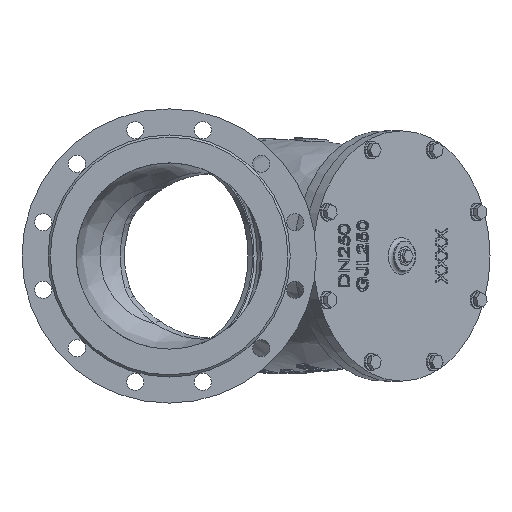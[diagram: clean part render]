
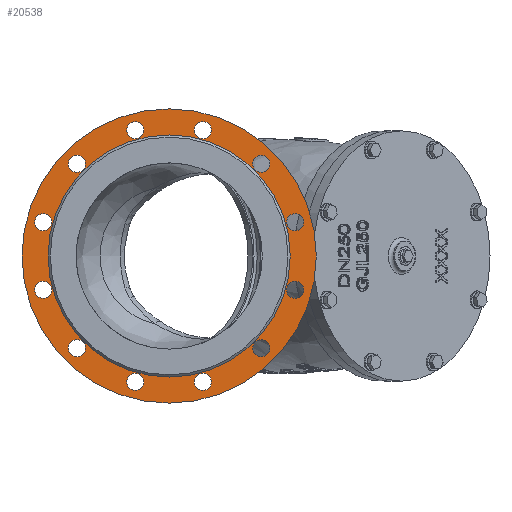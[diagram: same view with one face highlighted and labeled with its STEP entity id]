
A CAD part, left-side view. The second image highlights one B-rep face of the part: STEP entity #20538.
In plain terms, the highlighted planar face has unit normal (-1, 0, 0).
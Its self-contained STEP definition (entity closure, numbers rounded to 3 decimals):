
#383=FACE_BOUND('',#4429,.T.);
#384=FACE_BOUND('',#4430,.T.);
#385=FACE_BOUND('',#4431,.T.);
#386=FACE_BOUND('',#4432,.T.);
#387=FACE_BOUND('',#4433,.T.);
#388=FACE_BOUND('',#4434,.T.);
#389=FACE_BOUND('',#4435,.T.);
#390=FACE_BOUND('',#4436,.T.);
#391=FACE_BOUND('',#4437,.T.);
#392=FACE_BOUND('',#4438,.T.);
#393=FACE_BOUND('',#4439,.T.);
#394=FACE_BOUND('',#4440,.T.);
#395=FACE_BOUND('',#4441,.T.);
#2375=CIRCLE('',#21953,162.5);
#2376=CIRCLE('',#21955,197.5);
#2377=CIRCLE('',#21956,11.5);
#2378=CIRCLE('',#21957,11.5);
#2379=CIRCLE('',#21958,11.5);
#2380=CIRCLE('',#21959,11.5);
#2381=CIRCLE('',#21960,11.5);
#2382=CIRCLE('',#21961,11.5);
#2383=CIRCLE('',#21962,11.5);
#2384=CIRCLE('',#21963,11.5);
#2385=CIRCLE('',#21964,11.5);
#2386=CIRCLE('',#21965,11.5);
#2387=CIRCLE('',#21966,11.5);
#2388=CIRCLE('',#21967,11.5);
#3106=FACE_OUTER_BOUND('',#4428,.T.);
#4428=EDGE_LOOP('',(#15701));
#4429=EDGE_LOOP('',(#15702));
#4430=EDGE_LOOP('',(#15703));
#4431=EDGE_LOOP('',(#15704));
#4432=EDGE_LOOP('',(#15705));
#4433=EDGE_LOOP('',(#15706));
#4434=EDGE_LOOP('',(#15707));
#4435=EDGE_LOOP('',(#15708));
#4436=EDGE_LOOP('',(#15709));
#4437=EDGE_LOOP('',(#15710));
#4438=EDGE_LOOP('',(#15711));
#4439=EDGE_LOOP('',(#15712));
#4440=EDGE_LOOP('',(#15713));
#4441=EDGE_LOOP('',(#15714));
#9242=VERTEX_POINT('',#45914);
#9243=VERTEX_POINT('',#45917);
#9244=VERTEX_POINT('',#45919);
#9245=VERTEX_POINT('',#45921);
#9246=VERTEX_POINT('',#45923);
#9247=VERTEX_POINT('',#45925);
#9248=VERTEX_POINT('',#45927);
#9249=VERTEX_POINT('',#45929);
#9250=VERTEX_POINT('',#45931);
#9251=VERTEX_POINT('',#45933);
#9252=VERTEX_POINT('',#45935);
#9253=VERTEX_POINT('',#45937);
#9254=VERTEX_POINT('',#45939);
#9255=VERTEX_POINT('',#45941);
#11677=EDGE_CURVE('',#9242,#9242,#2375,.T.);
#11678=EDGE_CURVE('',#9243,#9243,#2376,.T.);
#11679=EDGE_CURVE('',#9244,#9244,#2377,.T.);
#11680=EDGE_CURVE('',#9245,#9245,#2378,.T.);
#11681=EDGE_CURVE('',#9246,#9246,#2379,.T.);
#11682=EDGE_CURVE('',#9247,#9247,#2380,.T.);
#11683=EDGE_CURVE('',#9248,#9248,#2381,.T.);
#11684=EDGE_CURVE('',#9249,#9249,#2382,.T.);
#11685=EDGE_CURVE('',#9250,#9250,#2383,.T.);
#11686=EDGE_CURVE('',#9251,#9251,#2384,.T.);
#11687=EDGE_CURVE('',#9252,#9252,#2385,.T.);
#11688=EDGE_CURVE('',#9253,#9253,#2386,.T.);
#11689=EDGE_CURVE('',#9254,#9254,#2387,.T.);
#11690=EDGE_CURVE('',#9255,#9255,#2388,.T.);
#15701=ORIENTED_EDGE('',*,*,#11678,.F.);
#15702=ORIENTED_EDGE('',*,*,#11679,.F.);
#15703=ORIENTED_EDGE('',*,*,#11680,.F.);
#15704=ORIENTED_EDGE('',*,*,#11681,.F.);
#15705=ORIENTED_EDGE('',*,*,#11682,.F.);
#15706=ORIENTED_EDGE('',*,*,#11683,.F.);
#15707=ORIENTED_EDGE('',*,*,#11684,.F.);
#15708=ORIENTED_EDGE('',*,*,#11685,.F.);
#15709=ORIENTED_EDGE('',*,*,#11686,.F.);
#15710=ORIENTED_EDGE('',*,*,#11687,.F.);
#15711=ORIENTED_EDGE('',*,*,#11688,.F.);
#15712=ORIENTED_EDGE('',*,*,#11689,.F.);
#15713=ORIENTED_EDGE('',*,*,#11677,.T.);
#15714=ORIENTED_EDGE('',*,*,#11690,.F.);
#19719=PLANE('',#21954);
#20538=ADVANCED_FACE('',(#3106,#383,#384,#385,#386,#387,#388,#389,#390,
#391,#392,#393,#394,#395),#19719,.T.);
#21953=AXIS2_PLACEMENT_3D('',#45915,#24413,#24414);
#21954=AXIS2_PLACEMENT_3D('',#45916,#24415,#24416);
#21955=AXIS2_PLACEMENT_3D('',#45918,#24417,#24418);
#21956=AXIS2_PLACEMENT_3D('',#45920,#24419,#24420);
#21957=AXIS2_PLACEMENT_3D('',#45922,#24421,#24422);
#21958=AXIS2_PLACEMENT_3D('',#45924,#24423,#24424);
#21959=AXIS2_PLACEMENT_3D('',#45926,#24425,#24426);
#21960=AXIS2_PLACEMENT_3D('',#45928,#24427,#24428);
#21961=AXIS2_PLACEMENT_3D('',#45930,#24429,#24430);
#21962=AXIS2_PLACEMENT_3D('',#45932,#24431,#24432);
#21963=AXIS2_PLACEMENT_3D('',#45934,#24433,#24434);
#21964=AXIS2_PLACEMENT_3D('',#45936,#24435,#24436);
#21965=AXIS2_PLACEMENT_3D('',#45938,#24437,#24438);
#21966=AXIS2_PLACEMENT_3D('',#45940,#24439,#24440);
#21967=AXIS2_PLACEMENT_3D('',#45942,#24441,#24442);
#24413=DIRECTION('center_axis',(1.,0.,0.));
#24414=DIRECTION('ref_axis',(0.,0.,-1.));
#24415=DIRECTION('center_axis',(-1.,0.,0.));
#24416=DIRECTION('ref_axis',(0.,0.,1.));
#24417=DIRECTION('center_axis',(1.,0.,0.));
#24418=DIRECTION('ref_axis',(0.,0.,-1.));
#24419=DIRECTION('center_axis',(-1.,0.,0.));
#24420=DIRECTION('ref_axis',(0.,0.,1.));
#24421=DIRECTION('center_axis',(-1.,0.,0.));
#24422=DIRECTION('ref_axis',(0.,0.,1.));
#24423=DIRECTION('center_axis',(-1.,0.,0.));
#24424=DIRECTION('ref_axis',(0.,0.,1.));
#24425=DIRECTION('center_axis',(-1.,0.,0.));
#24426=DIRECTION('ref_axis',(0.,0.,1.));
#24427=DIRECTION('center_axis',(-1.,0.,0.));
#24428=DIRECTION('ref_axis',(0.,0.,1.));
#24429=DIRECTION('center_axis',(-1.,0.,0.));
#24430=DIRECTION('ref_axis',(0.,0.,1.));
#24431=DIRECTION('center_axis',(-1.,0.,0.));
#24432=DIRECTION('ref_axis',(0.,0.,1.));
#24433=DIRECTION('center_axis',(-1.,0.,0.));
#24434=DIRECTION('ref_axis',(0.,0.,1.));
#24435=DIRECTION('center_axis',(-1.,0.,0.));
#24436=DIRECTION('ref_axis',(0.,0.,1.));
#24437=DIRECTION('center_axis',(-1.,0.,0.));
#24438=DIRECTION('ref_axis',(0.,0.,1.));
#24439=DIRECTION('center_axis',(-1.,0.,0.));
#24440=DIRECTION('ref_axis',(0.,0.,1.));
#24441=DIRECTION('center_axis',(-1.,0.,0.));
#24442=DIRECTION('ref_axis',(0.,0.,1.));
#45914=CARTESIAN_POINT('',(-321.811,114.307,-162.5));
#45915=CARTESIAN_POINT('Origin',(-321.811,114.307,0.));
#45916=CARTESIAN_POINT('Origin',(-321.811,276.807,0.));
#45917=CARTESIAN_POINT('',(-321.811,114.307,-197.5));
#45918=CARTESIAN_POINT('Origin',(-321.811,114.307,0.));
#45919=CARTESIAN_POINT('',(-321.811,283.343,-33.793));
#45920=CARTESIAN_POINT('Origin',(-321.811,283.343,-45.293));
#45921=CARTESIAN_POINT('',(-321.811,238.049,-112.243));
#45922=CARTESIAN_POINT('Origin',(-321.811,238.049,-123.743));
#45923=CARTESIAN_POINT('',(-321.811,159.599,-157.536));
#45924=CARTESIAN_POINT('Origin',(-321.811,159.599,-169.036));
#45925=CARTESIAN_POINT('',(-321.811,283.344,56.793));
#45926=CARTESIAN_POINT('Origin',(-321.811,283.344,45.293));
#45927=CARTESIAN_POINT('',(-321.811,69.012,-157.536));
#45928=CARTESIAN_POINT('Origin',(-321.811,69.012,-169.036));
#45929=CARTESIAN_POINT('',(-321.811,-9.438,-112.242));
#45930=CARTESIAN_POINT('Origin',(-321.811,-9.438,-123.742));
#45931=CARTESIAN_POINT('',(-321.811,-9.436,135.245));
#45932=CARTESIAN_POINT('Origin',(-321.811,-9.436,123.745));
#45933=CARTESIAN_POINT('',(-321.811,69.014,180.538));
#45934=CARTESIAN_POINT('Origin',(-321.811,69.014,169.038));
#45935=CARTESIAN_POINT('',(-321.811,159.601,180.538));
#45936=CARTESIAN_POINT('Origin',(-321.811,159.601,169.038));
#45937=CARTESIAN_POINT('',(-321.811,238.051,135.244));
#45938=CARTESIAN_POINT('Origin',(-321.811,238.051,123.744));
#45939=CARTESIAN_POINT('',(-321.811,-54.73,56.795));
#45940=CARTESIAN_POINT('Origin',(-321.811,-54.73,45.295));
#45941=CARTESIAN_POINT('',(-321.811,-54.73,-33.791));
#45942=CARTESIAN_POINT('Origin',(-321.811,-54.73,-45.291));
